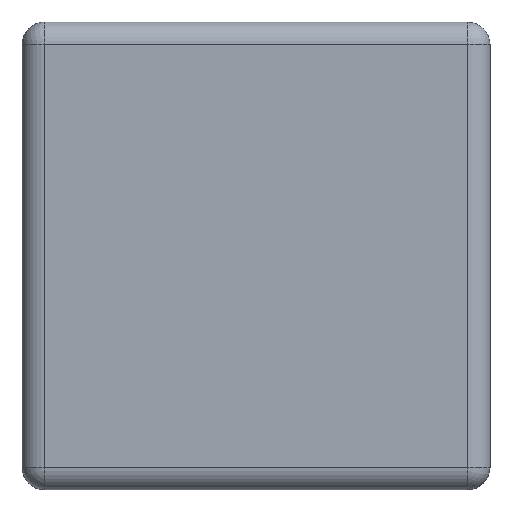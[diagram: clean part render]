
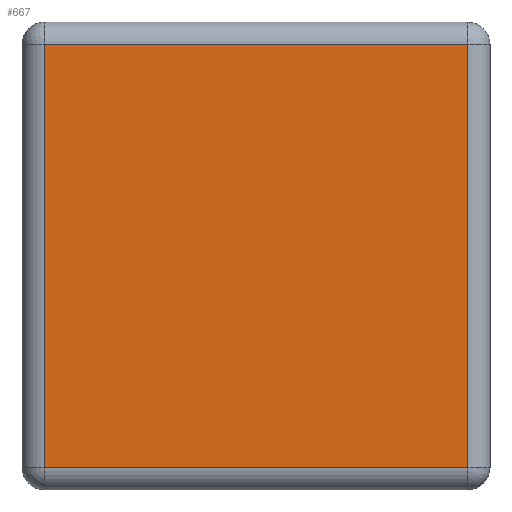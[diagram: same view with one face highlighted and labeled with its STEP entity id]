
A CAD part, left-side view. The second image highlights one B-rep face of the part: STEP entity #667.
In plain terms, the highlighted planar face has unit normal (-1, 0, 0).
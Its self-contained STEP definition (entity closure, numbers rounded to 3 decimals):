
#21=PLANE('',#745);
#37=LINE('',#1047,#93);
#39=LINE('',#1057,#95);
#44=LINE('',#1074,#100);
#46=LINE('',#1077,#102);
#93=VECTOR('',#821,10.);
#95=VECTOR('',#833,10.);
#100=VECTOR('',#852,10.);
#102=VECTOR('',#856,10.);
#183=FACE_OUTER_BOUND('',#229,.T.);
#229=EDGE_LOOP('',(#505,#506,#507,#508));
#301=VERTEX_POINT('',#1033);
#306=VERTEX_POINT('',#1043);
#307=VERTEX_POINT('',#1050);
#314=VERTEX_POINT('',#1069);
#363=EDGE_CURVE('',#301,#306,#37,.T.);
#368=EDGE_CURVE('',#307,#301,#39,.T.);
#377=EDGE_CURVE('',#306,#314,#44,.T.);
#379=EDGE_CURVE('',#314,#307,#46,.T.);
#505=ORIENTED_EDGE('',*,*,#363,.F.);
#506=ORIENTED_EDGE('',*,*,#368,.F.);
#507=ORIENTED_EDGE('',*,*,#379,.F.);
#508=ORIENTED_EDGE('',*,*,#377,.F.);
#667=ADVANCED_FACE('',(#183),#21,.T.);
#745=AXIS2_PLACEMENT_3D('',#1100,#881,#882);
#821=DIRECTION('',(0.,1.,0.));
#833=DIRECTION('',(0.,0.,-1.));
#852=DIRECTION('',(0.,0.,1.));
#856=DIRECTION('',(0.,-1.,0.));
#881=DIRECTION('center_axis',(-1.,0.,0.));
#882=DIRECTION('ref_axis',(0.,-1.,0.));
#1033=CARTESIAN_POINT('',(0.,0.06,0.06));
#1043=CARTESIAN_POINT('',(0.,1.19,0.06));
#1047=CARTESIAN_POINT('',(0.,0.938,0.06));
#1050=CARTESIAN_POINT('',(0.,0.06,1.19));
#1057=CARTESIAN_POINT('',(0.,0.06,0.));
#1069=CARTESIAN_POINT('',(0.,1.19,1.19));
#1074=CARTESIAN_POINT('',(0.,1.19,0.));
#1077=CARTESIAN_POINT('',(0.,0.938,1.19));
#1100=CARTESIAN_POINT('Origin',(0.,1.25,0.));
